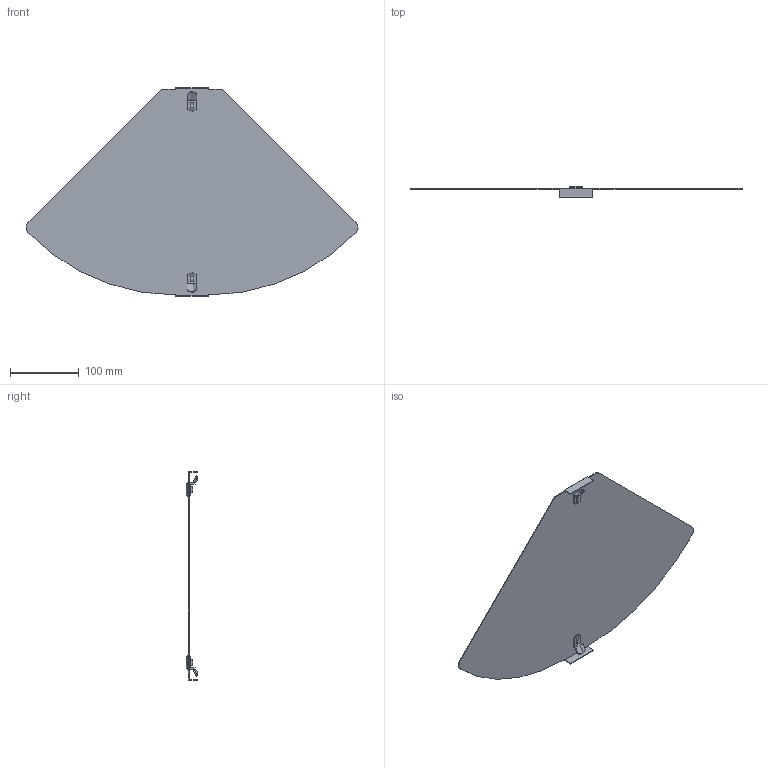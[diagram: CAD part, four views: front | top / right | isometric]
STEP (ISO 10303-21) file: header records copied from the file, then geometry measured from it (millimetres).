
FILE_DESCRIPTION (( 'STEP AP214' ), '1' );
FILE_NAME ('6040766.stp', '2019-06-14T06:25:23', ( '' ), ( '' ), 'SwSTEP 2.0', 'SolidWorks 2018', '' );
FILE_SCHEMA (( 'AUTOMOTIVE_DESIGN' ));
Length unit declared in the file: millimetre
Products named in the file (5): 067400_NB=300 FS, DD, d-12,3; 6040766; KTS 08.082-005_Standard; KTS 08.081-003_Standard; KTS 08.080-022_Standard
Assembly tree (5 placements, depth 3):
  6040766
    067400_NB=300 FS, DD, d-12,3
    KTS 08.080-022_Standard  x2
      KTS 08.082-005_Standard
      KTS 08.081-003_Standard
Bounding box: 483.88 x 16.98 x 304 mm (x, y, z)
Volume: 98325.4 mm3; surface area: 194181.6 mm2
Topology: 5 solids, 5 shells, 120 faces, 300 edges, 196 vertices
Faces by surface type: plane 72, cylinder 34, torus 8, bspline 6
Entity records: 2533 total; most frequent: CARTESIAN_POINT 504, DIRECTION 392, ORIENTED_EDGE 384, EDGE_CURVE 192, AXIS2_PLACEMENT_3D 131, VECTOR 130, LINE 130, VERTEX_POINT 126
